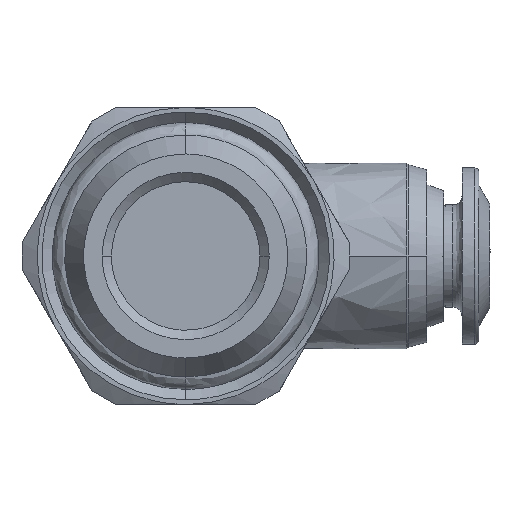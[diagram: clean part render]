
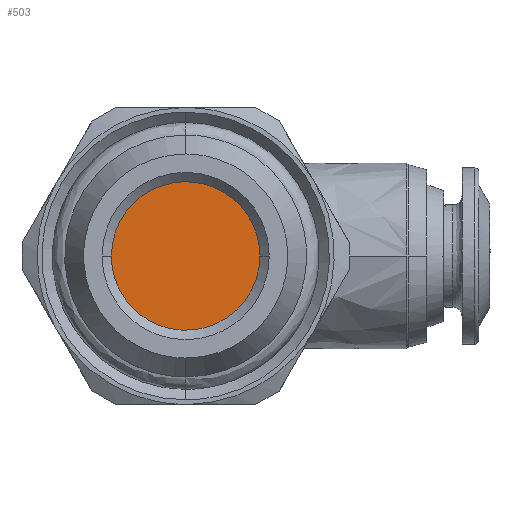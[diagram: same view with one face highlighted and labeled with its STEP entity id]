
A CAD part, left-side view. The second image highlights one B-rep face of the part: STEP entity #503.
In plain terms, the highlighted free-form (B-spline) face has degree [1, 1] with [2, 2] control points.
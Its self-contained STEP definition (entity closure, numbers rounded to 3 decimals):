
#15 = CARTESIAN_POINT ( 'NONE',  ( -13.189, -4., 2.343 ) ) ;
#107 = CARTESIAN_POINT ( 'NONE',  ( -13.189, -4.048, -4.048 ) ) ;
#503 = ADVANCED_FACE ( 'NONE', ( #7772 ), #3513, .F. ) ;
#832 = CARTESIAN_POINT ( 'NONE',  ( -13.189, 4., 0. ) ) ;
#1491 = EDGE_CURVE ( 'NONE', #1704, #2455, #7715, .T. ) ;
#1704 = VERTEX_POINT ( 'NONE', #6110 ) ;
#1963 = CARTESIAN_POINT ( 'NONE',  ( -13.189, -4., 0. ) ) ;
#2053 = EDGE_LOOP ( 'NONE', ( #6714, #7273 ) ) ;
#2455 = VERTEX_POINT ( 'NONE', #6062 ) ;
#2762 = CARTESIAN_POINT ( 'NONE',  ( -13.189, 4., -8. ) ) ;
#3118 = EDGE_CURVE ( 'NONE', #2455, #1704, #5583, .T. ) ;
#3513 = B_SPLINE_SURFACE_WITH_KNOTS ( 'NONE', 1, 1, ( 
 ( #8150, #8123 ),
 ( #107, #4195 ) ),
 .UNSPECIFIED., .F., .F., .F.,
 ( 2, 2 ),
 ( 2, 2 ),
 ( 0., 1. ),
 ( 0., 1. ),
 .UNSPECIFIED. ) ;
#4037 = CARTESIAN_POINT ( 'NONE',  ( -13.189, 4., 2.343 ) ) ;
#4195 = CARTESIAN_POINT ( 'NONE',  ( -13.189, 4.048, -4.048 ) ) ;
#5336 = CARTESIAN_POINT ( 'NONE',  ( -13.189, 4., 0. ) ) ;
#5446 = CARTESIAN_POINT ( 'NONE',  ( -13.189, -4., 0. ) ) ;
#5513 = CARTESIAN_POINT ( 'NONE',  ( -13.189, -4., -8. ) ) ;
#5583 =( BOUNDED_CURVE ( )  B_SPLINE_CURVE ( 3, ( #5336, #4037, #8065, #8580, #6005, #15, #1963 ),
 .UNSPECIFIED., .F., .F. ) 
 B_SPLINE_CURVE_WITH_KNOTS ( ( 4, 3, 4 ),
 ( -3.142, -1.571, 0. ),
 .UNSPECIFIED. ) 
 CURVE ( )  GEOMETRIC_REPRESENTATION_ITEM ( )  RATIONAL_B_SPLINE_CURVE ( ( 1., 0.805, 0.805, 1., 0.805, 0.805, 1. ) ) 
 REPRESENTATION_ITEM ( '' )  );
#6005 = CARTESIAN_POINT ( 'NONE',  ( -13.189, -2.343, 4. ) ) ;
#6062 = CARTESIAN_POINT ( 'NONE',  ( -13.189, 4., 0. ) ) ;
#6110 = CARTESIAN_POINT ( 'NONE',  ( -13.189, -4., 0. ) ) ;
#6714 = ORIENTED_EDGE ( 'NONE', *, *, #1491, .F. ) ;
#7273 = ORIENTED_EDGE ( 'NONE', *, *, #3118, .F. ) ;
#7715 =( BOUNDED_CURVE ( )  B_SPLINE_CURVE ( 3, ( #5446, #5513, #2762, #832 ),
 .UNSPECIFIED., .F., .T. ) 
 B_SPLINE_CURVE_WITH_KNOTS ( ( 4, 4 ),
 ( -3.142, 0. ),
 .UNSPECIFIED. ) 
 CURVE ( )  GEOMETRIC_REPRESENTATION_ITEM ( )  RATIONAL_B_SPLINE_CURVE ( ( 1., 0.333, 0.333, 1. ) ) 
 REPRESENTATION_ITEM ( '' )  );
#7772 = FACE_OUTER_BOUND ( 'NONE', #2053, .T. ) ;
#8065 = CARTESIAN_POINT ( 'NONE',  ( -13.189, 2.343, 4. ) ) ;
#8123 = CARTESIAN_POINT ( 'NONE',  ( -13.189, 4.048, 4.048 ) ) ;
#8150 = CARTESIAN_POINT ( 'NONE',  ( -13.189, -4.048, 4.048 ) ) ;
#8580 = CARTESIAN_POINT ( 'NONE',  ( -13.189, 0., 4. ) ) ;
